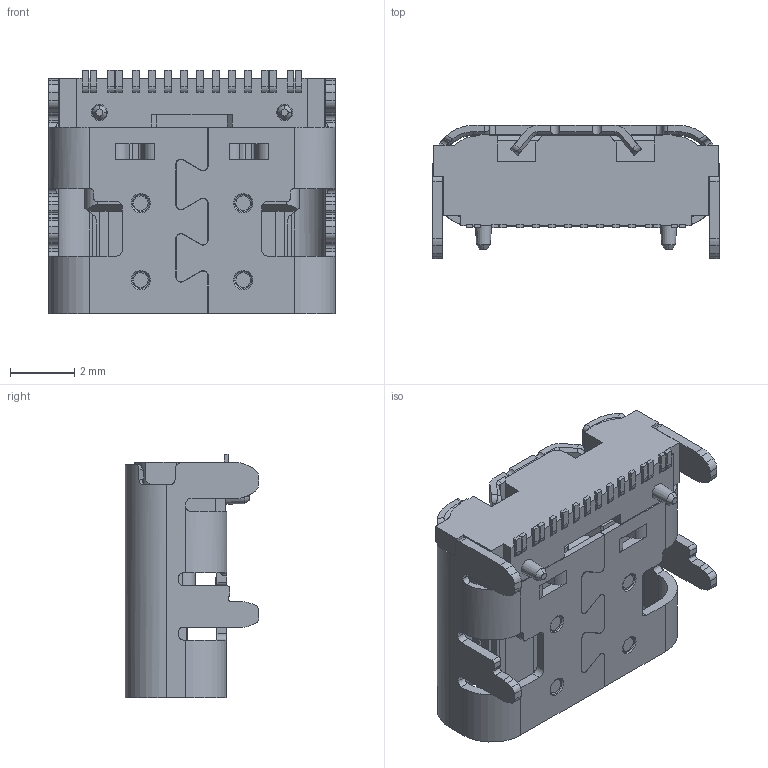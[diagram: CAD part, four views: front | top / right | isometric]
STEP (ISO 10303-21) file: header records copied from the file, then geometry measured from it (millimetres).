
FILE_DESCRIPTION(('STEP AP214'),'1');
FILE_NAME('xb-acf003-3r.stp','2023-04-15T06:35:29',('TraceParts'),('TraceParts S.A.'),'Spatial InterOp 3D',' ',' ');
FILE_SCHEMA(('AUTOMOTIVE_DESIGN { 1 0 10303 214 1 1 1 1 }'));
Length unit declared in the file: millimetre
Products named in the file (1): xb-acf003-3r
Bounding box: 8.94 x 4.16 x 7.6 mm (x, y, z)
Volume: 112.9 mm3; surface area: 477.5 mm2
Topology: 1 solids, 1 shells, 1389 faces, 3998 edges, 2607 vertices
Faces by surface type: plane 1095, cylinder 222, cone 38, torus 16, bspline 14, extrusion 4
Entity records: 45799 total; most frequent: CARTESIAN_POINT 9121, ORIENTED_EDGE 7994, DIRECTION 7167, EDGE_CURVE 3997, VECTOR 3335, LINE 3331, VERTEX_POINT 2607, AXIS2_PLACEMENT_3D 1916
